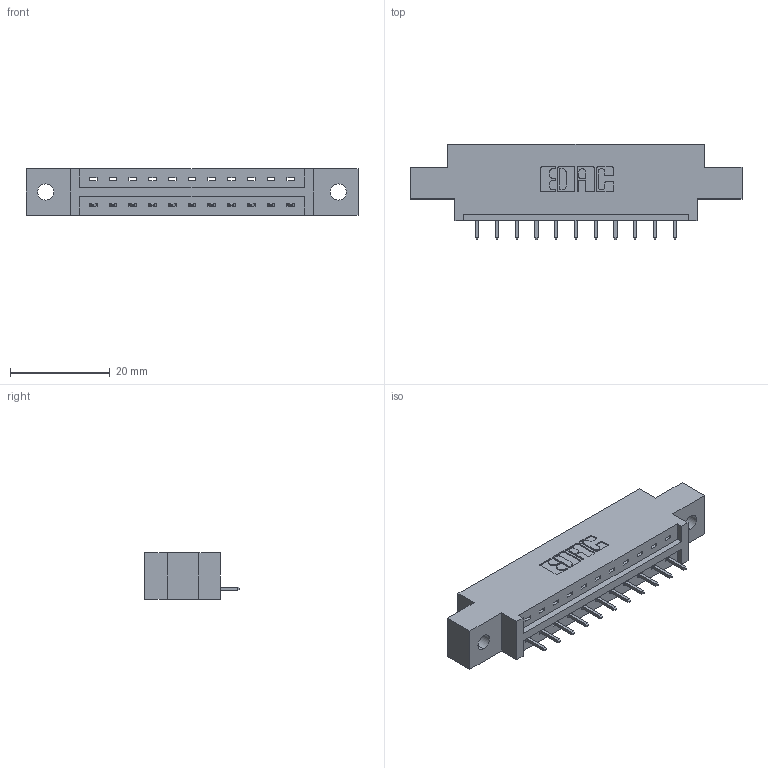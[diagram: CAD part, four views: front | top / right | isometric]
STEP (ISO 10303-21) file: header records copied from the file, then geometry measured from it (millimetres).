
FILE_DESCRIPTION (( 'STEP AP203' ), '1' );
FILE_NAME ('387-011-521-602.STEP', '2018-09-10T08:02:03', ( '' ), ( '' ), 'SwSTEP 2.0', 'SolidWorks 2016', '' );
FILE_SCHEMA (( 'CONFIG_CONTROL_DESIGN' ));
Length unit declared in the file: inch
Products named in the file (3): 337 Part_0.170 Offset - 0.128 Dia; 345-292-001_345-293-121; 387-011-521-602
Assembly tree (12 placements, depth 2):
  387-011-521-602
    337 Part_0.170 Offset - 0.128 Dia
    345-292-001_345-293-121  x11
Bounding box: 66.6 x 19.06 x 9.4 mm (x, y, z)
Volume: 6348.4 mm3; surface area: 6082 mm2
Topology: 12 solids, 12 shells, 800 faces, 2391 edges, 1578 vertices
Faces by surface type: plane 580, cylinder 220
Entity records: 12339 total; most frequent: CARTESIAN_POINT 2155, ORIENTED_EDGE 2102, DIRECTION 1877, EDGE_CURVE 1051, LINE 923, VECTOR 923, VERTEX_POINT 698, AXIS2_PLACEMENT_3D 477
